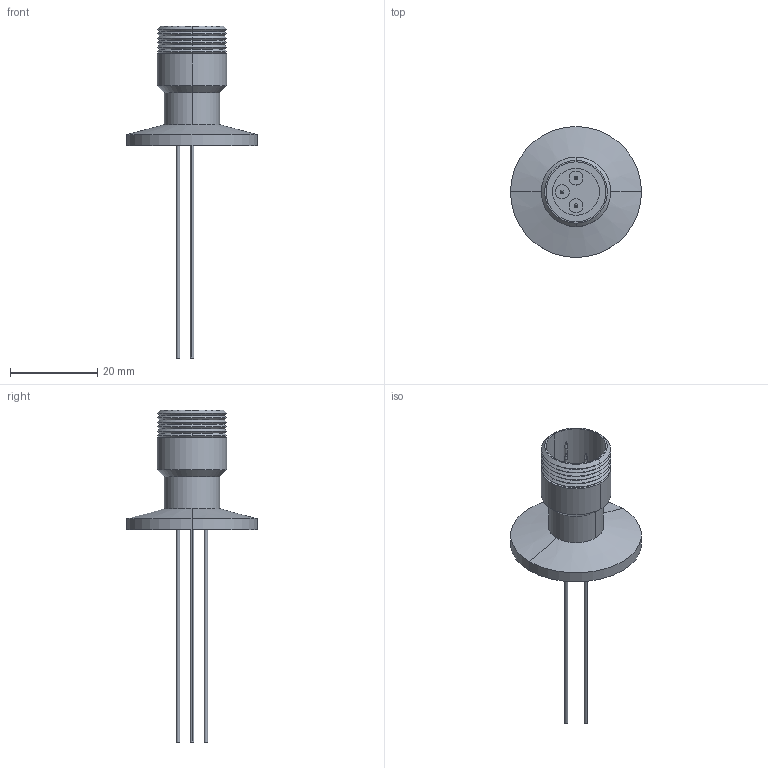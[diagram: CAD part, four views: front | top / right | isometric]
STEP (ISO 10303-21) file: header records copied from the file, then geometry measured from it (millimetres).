
FILE_DESCRIPTION (( 'STEP AP203' ), '1' );
FILE_NAME ('A1622-1-QF.STEP', '2012-11-16T20:15:25', ( '' ), ( '' ), 'SwSTEP 2.0', 'SolidWorks 2012', '' );
FILE_SCHEMA (( 'CONFIG_CONTROL_DESIGN' ));
Length unit declared in the file: inch
Products named in the file (1): A1622-1-QF
Bounding box: 29.97 x 29.97 x 75.95 mm (x, y, z)
Volume: 3387.7 mm3; surface area: 4830.8 mm2
Topology: 1 solids, 4 shells, 127 faces, 266 edges, 164 vertices
Faces by surface type: cylinder 50, cone 46, plane 25, bspline 6
Entity records: 3575 total; most frequent: DIRECTION 668, CARTESIAN_POINT 666, ORIENTED_EDGE 532, AXIS2_PLACEMENT_3D 286, EDGE_CURVE 266, VERTEX_POINT 164, CIRCLE 164, EDGE_LOOP 150
